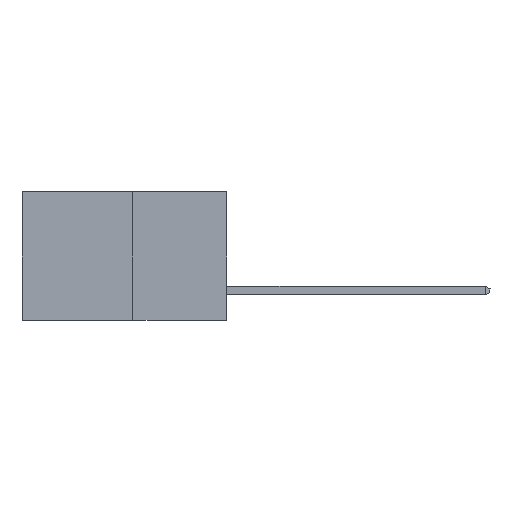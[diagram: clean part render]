
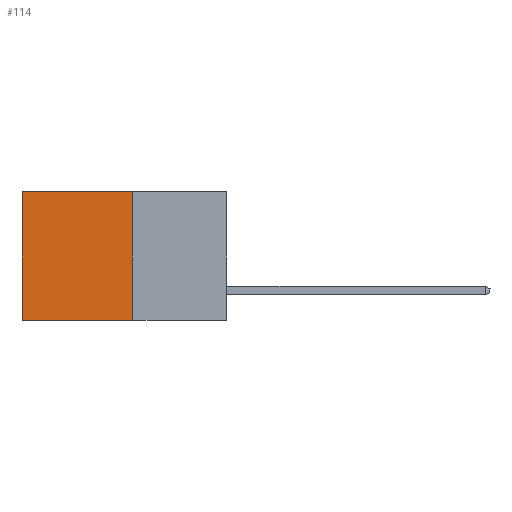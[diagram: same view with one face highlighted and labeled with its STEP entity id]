
A CAD part, left-side view. The second image highlights one B-rep face of the part: STEP entity #114.
In plain terms, the highlighted planar face has unit normal (-1, 0, 0).
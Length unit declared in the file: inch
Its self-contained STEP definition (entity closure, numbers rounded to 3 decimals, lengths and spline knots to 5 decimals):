
#114 = ADVANCED_FACE ( 'NONE', ( #5229 ), #915, .F. ) ;
#250 = EDGE_CURVE ( 'NONE', #7395, #1492, #1189, .T. ) ;
#586 = EDGE_CURVE ( 'NONE', #7395, #4123, #7563, .T. ) ;
#589 = CARTESIAN_POINT ( 'NONE',  ( 0.277, 0.59, -0.37 ) ) ;
#680 = ORIENTED_EDGE ( 'NONE', *, *, #4411, .T. ) ;
#706 = ORIENTED_EDGE ( 'NONE', *, *, #3594, .F. ) ;
#740 = ORIENTED_EDGE ( 'NONE', *, *, #250, .F. ) ;
#780 = ORIENTED_EDGE ( 'NONE', *, *, #586, .T. ) ;
#816 = CARTESIAN_POINT ( 'NONE',  ( 0.277, 0.59, 0. ) ) ;
#915 = PLANE ( 'NONE',  #4608 ) ;
#932 = CARTESIAN_POINT ( 'NONE',  ( 0.277, 0.27, -0.37 ) ) ;
#1189 = LINE ( 'NONE', #4367, #10450 ) ;
#1492 = VERTEX_POINT ( 'NONE', #6058 ) ;
#2304 = DIRECTION ( 'NONE',  ( 0., 0., -1. ) ) ;
#2336 = DIRECTION ( 'NONE',  ( 1., 0., 0. ) ) ;
#2409 = CARTESIAN_POINT ( 'NONE',  ( 0.277, 0.27, -0.37 ) ) ;
#2427 = DIRECTION ( 'NONE',  ( 0., 1., 0. ) ) ;
#2669 = LINE ( 'NONE', #2409, #7241 ) ;
#3140 = DIRECTION ( 'NONE',  ( 0., 0., -1. ) ) ;
#3594 = EDGE_CURVE ( 'NONE', #1492, #9048, #2669, .T. ) ;
#4123 = VERTEX_POINT ( 'NONE', #816 ) ;
#4130 = LINE ( 'NONE', #4459, #6268 ) ;
#4367 = CARTESIAN_POINT ( 'NONE',  ( 0.277, 0.27, -0.37 ) ) ;
#4411 = EDGE_CURVE ( 'NONE', #4123, #9048, #4130, .T. ) ;
#4459 = CARTESIAN_POINT ( 'NONE',  ( 0.277, 0.59, -0.37 ) ) ;
#4608 = AXIS2_PLACEMENT_3D ( 'NONE', #932, #2336, #2304 ) ;
#5217 = VECTOR ( 'NONE', #7679, 39.37008 ) ;
#5229 = FACE_OUTER_BOUND ( 'NONE', #6816, .T. ) ;
#6058 = CARTESIAN_POINT ( 'NONE',  ( 0.277, 0.27, -0.37 ) ) ;
#6268 = VECTOR ( 'NONE', #3140, 39.37008 ) ;
#6816 = EDGE_LOOP ( 'NONE', ( #680, #706, #740, #780 ) ) ;
#7241 = VECTOR ( 'NONE', #2427, 39.37008 ) ;
#7395 = VERTEX_POINT ( 'NONE', #7721 ) ;
#7563 = LINE ( 'NONE', #9645, #5217 ) ;
#7679 = DIRECTION ( 'NONE',  ( 0., 1., 0. ) ) ;
#7721 = CARTESIAN_POINT ( 'NONE',  ( 0.277, 0.27, 0. ) ) ;
#8513 = DIRECTION ( 'NONE',  ( 0., 0., -1. ) ) ;
#9048 = VERTEX_POINT ( 'NONE', #589 ) ;
#9645 = CARTESIAN_POINT ( 'NONE',  ( 0.277, 0.27, 0. ) ) ;
#10450 = VECTOR ( 'NONE', #8513, 39.37008 ) ;
